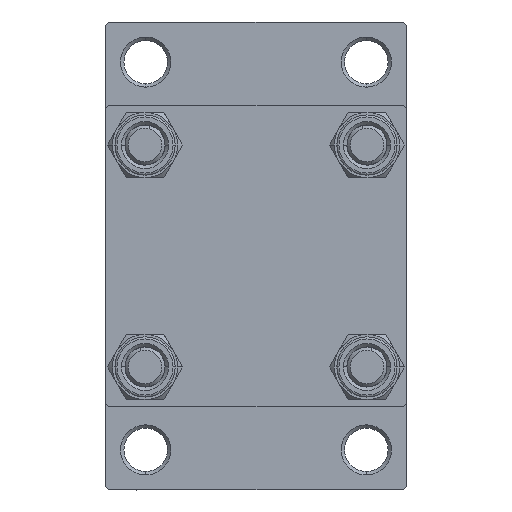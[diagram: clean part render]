
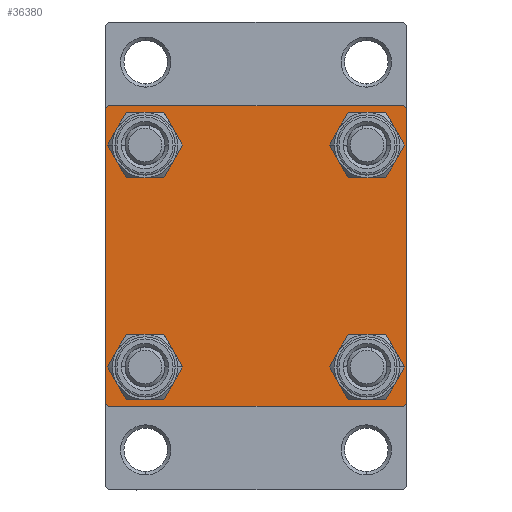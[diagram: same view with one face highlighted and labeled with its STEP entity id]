
A CAD part, left-side view. The second image highlights one B-rep face of the part: STEP entity #36380.
In plain terms, the highlighted planar face has unit normal (-1, 0, 0).
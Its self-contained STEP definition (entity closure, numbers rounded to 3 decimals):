
#37 = ORIENTED_EDGE ( 'NONE', *, *, #12908, .T. ) ;
#214 = VERTEX_POINT ( 'NONE', #43188 ) ;
#823 = CARTESIAN_POINT ( 'NONE',  ( 0., -22.5, 22. ) ) ;
#1075 = DIRECTION ( 'NONE',  ( 0., 0., 1. ) ) ;
#1373 = LINE ( 'NONE', #27102, #44355 ) ;
#1536 = CARTESIAN_POINT ( 'NONE',  ( 0., 22.5, 22.5 ) ) ;
#1588 = ORIENTED_EDGE ( 'NONE', *, *, #27707, .T. ) ;
#1760 = EDGE_CURVE ( 'NONE', #16857, #3759, #42050, .T. ) ;
#1845 = CARTESIAN_POINT ( 'NONE',  ( 0., 16.6, -16.6 ) ) ;
#2150 = EDGE_LOOP ( 'NONE', ( #6258, #37 ) ) ;
#2443 = ORIENTED_EDGE ( 'NONE', *, *, #46855, .F. ) ;
#2761 = LINE ( 'NONE', #43396, #28018 ) ;
#2879 = DIRECTION ( 'NONE',  ( 0., -0.707, -0.707 ) ) ;
#3326 = VERTEX_POINT ( 'NONE', #23868 ) ;
#3759 = VERTEX_POINT ( 'NONE', #38835 ) ;
#3830 = VERTEX_POINT ( 'NONE', #20553 ) ;
#4003 = DIRECTION ( 'NONE',  ( 1., 0., 0. ) ) ;
#4248 = CARTESIAN_POINT ( 'NONE',  ( 0., -22.25, -22.25 ) ) ;
#4262 = ORIENTED_EDGE ( 'NONE', *, *, #1760, .T. ) ;
#4629 = DIRECTION ( 'NONE',  ( 0., 0., 1. ) ) ;
#4858 = EDGE_CURVE ( 'NONE', #28641, #3830, #2761, .T. ) ;
#5094 = CARTESIAN_POINT ( 'NONE',  ( 0., -16.6, 16.6 ) ) ;
#5234 = ORIENTED_EDGE ( 'NONE', *, *, #42063, .T. ) ;
#5713 = DIRECTION ( 'NONE',  ( 1., 0., 0. ) ) ;
#6195 = DIRECTION ( 'NONE',  ( 0., 0., 1. ) ) ;
#6209 = DIRECTION ( 'NONE',  ( 1., 0., 0. ) ) ;
#6258 = ORIENTED_EDGE ( 'NONE', *, *, #15483, .T. ) ;
#6603 = CIRCLE ( 'NONE', #45751, 3.5 ) ;
#7022 = VERTEX_POINT ( 'NONE', #18158 ) ;
#7094 = EDGE_LOOP ( 'NONE', ( #31884, #26469 ) ) ;
#7458 = CARTESIAN_POINT ( 'NONE',  ( 0., 0., 0. ) ) ;
#7700 = FACE_BOUND ( 'NONE', #38947, .T. ) ;
#7932 = FACE_OUTER_BOUND ( 'NONE', #38812, .T. ) ;
#9239 = DIRECTION ( 'NONE',  ( 0., 0., -1. ) ) ;
#9334 = VERTEX_POINT ( 'NONE', #40458 ) ;
#9365 = CARTESIAN_POINT ( 'NONE',  ( 0., 22., -22.5 ) ) ;
#9751 = CARTESIAN_POINT ( 'NONE',  ( 0., -22.25, 22.25 ) ) ;
#9785 = AXIS2_PLACEMENT_3D ( 'NONE', #19359, #4003, #1075 ) ;
#9809 = DIRECTION ( 'NONE',  ( 0., 0., 1. ) ) ;
#10206 = CARTESIAN_POINT ( 'NONE',  ( 0., 16.6, 16.6 ) ) ;
#10268 = CARTESIAN_POINT ( 'NONE',  ( 0., -16.6, -16.6 ) ) ;
#11151 = EDGE_CURVE ( 'NONE', #3830, #3326, #37848, .T. ) ;
#11319 = DIRECTION ( 'NONE',  ( 0., -1., 0. ) ) ;
#12785 = CARTESIAN_POINT ( 'NONE',  ( 0., 22., 22.5 ) ) ;
#12908 = EDGE_CURVE ( 'NONE', #32510, #7022, #46584, .T. ) ;
#13173 = CARTESIAN_POINT ( 'NONE',  ( 0., -16.6, -16.6 ) ) ;
#13845 = ORIENTED_EDGE ( 'NONE', *, *, #17781, .T. ) ;
#14271 = ORIENTED_EDGE ( 'NONE', *, *, #37281, .T. ) ;
#14317 = VECTOR ( 'NONE', #11319, 1000. ) ;
#14739 = EDGE_CURVE ( 'NONE', #28641, #33635, #1373, .T. ) ;
#14949 = DIRECTION ( 'NONE',  ( 0., 0., -1. ) ) ;
#15483 = EDGE_CURVE ( 'NONE', #7022, #32510, #45088, .T. ) ;
#15588 = EDGE_CURVE ( 'NONE', #214, #9334, #31311, .T. ) ;
#16857 = VERTEX_POINT ( 'NONE', #45747 ) ;
#16958 = DIRECTION ( 'NONE',  ( 0., 0.707, -0.707 ) ) ;
#17140 = DIRECTION ( 'NONE',  ( 1., 0., 0. ) ) ;
#17781 = EDGE_CURVE ( 'NONE', #9334, #214, #42118, .T. ) ;
#18158 = CARTESIAN_POINT ( 'NONE',  ( 0., 16.6, -13.1 ) ) ;
#18304 = VECTOR ( 'NONE', #43693, 1000. ) ;
#19059 = VECTOR ( 'NONE', #14949, 1000. ) ;
#19196 = VERTEX_POINT ( 'NONE', #46663 ) ;
#19359 = CARTESIAN_POINT ( 'NONE',  ( 0., -16.6, 16.6 ) ) ;
#19588 = CARTESIAN_POINT ( 'NONE',  ( 0., -16.6, -13.1 ) ) ;
#19653 = DIRECTION ( 'NONE',  ( 0., 0., 1. ) ) ;
#19701 = CARTESIAN_POINT ( 'NONE',  ( 0., 16.6, -20.1 ) ) ;
#20167 = EDGE_CURVE ( 'NONE', #39683, #46611, #29035, .T. ) ;
#20553 = CARTESIAN_POINT ( 'NONE',  ( 0., 22.5, 22. ) ) ;
#20677 = LINE ( 'NONE', #35358, #42535 ) ;
#21012 = DIRECTION ( 'NONE',  ( 0., 0., 1. ) ) ;
#21748 = LINE ( 'NONE', #9751, #26971 ) ;
#21886 = LINE ( 'NONE', #29841, #14317 ) ;
#22220 = VERTEX_POINT ( 'NONE', #823 ) ;
#22579 = DIRECTION ( 'NONE',  ( -1., 0., 0. ) ) ;
#23122 = DIRECTION ( 'NONE',  ( 1., 0., 0. ) ) ;
#23243 = ORIENTED_EDGE ( 'NONE', *, *, #14739, .F. ) ;
#23868 = CARTESIAN_POINT ( 'NONE',  ( 0., 22.5, -22. ) ) ;
#24576 = ORIENTED_EDGE ( 'NONE', *, *, #11151, .T. ) ;
#24933 = DIRECTION ( 'NONE',  ( 1., 0., 0. ) ) ;
#26469 = ORIENTED_EDGE ( 'NONE', *, *, #47323, .T. ) ;
#26971 = VECTOR ( 'NONE', #32822, 1000. ) ;
#27102 = CARTESIAN_POINT ( 'NONE',  ( 0., 22.5, 22.5 ) ) ;
#27707 = EDGE_CURVE ( 'NONE', #22220, #33635, #21748, .T. ) ;
#28018 = VECTOR ( 'NONE', #16958, 1000. ) ;
#28543 = DIRECTION ( 'NONE',  ( 1., 0., 0. ) ) ;
#28641 = VERTEX_POINT ( 'NONE', #12785 ) ;
#28772 = VERTEX_POINT ( 'NONE', #9365 ) ;
#29035 = LINE ( 'NONE', #4248, #18304 ) ;
#29396 = CARTESIAN_POINT ( 'NONE',  ( 0., -22.5, 22.5 ) ) ;
#29581 = DIRECTION ( 'NONE',  ( 0., 0., 1. ) ) ;
#29841 = CARTESIAN_POINT ( 'NONE',  ( 0., 22.5, -22.5 ) ) ;
#29986 = VERTEX_POINT ( 'NONE', #19588 ) ;
#30856 = CARTESIAN_POINT ( 'NONE',  ( 0., -22.5, -22. ) ) ;
#30861 = EDGE_CURVE ( 'NONE', #29986, #19196, #33998, .T. ) ;
#31311 = CIRCLE ( 'NONE', #47417, 3.5 ) ;
#31884 = ORIENTED_EDGE ( 'NONE', *, *, #30861, .T. ) ;
#32510 = VERTEX_POINT ( 'NONE', #19701 ) ;
#32822 = DIRECTION ( 'NONE',  ( 0., 0.707, 0.707 ) ) ;
#33612 = AXIS2_PLACEMENT_3D ( 'NONE', #1845, #5713, #19653 ) ;
#33635 = VERTEX_POINT ( 'NONE', #33672 ) ;
#33672 = CARTESIAN_POINT ( 'NONE',  ( 0., -22., 22.5 ) ) ;
#33998 = CIRCLE ( 'NONE', #45489, 3.5 ) ;
#34743 = DIRECTION ( 'NONE',  ( 1., 0., 0. ) ) ;
#35358 = CARTESIAN_POINT ( 'NONE',  ( 0., 22.25, -22.25 ) ) ;
#35520 = ORIENTED_EDGE ( 'NONE', *, *, #4858, .T. ) ;
#36355 = EDGE_LOOP ( 'NONE', ( #13845, #41989 ) ) ;
#36380 = ADVANCED_FACE ( 'NONE', ( #7700, #41102, #40391, #40869, #7932 ), #47381, .T. ) ;
#37281 = EDGE_CURVE ( 'NONE', #3326, #28772, #20677, .T. ) ;
#37848 = LINE ( 'NONE', #1536, #39611 ) ;
#38378 = CARTESIAN_POINT ( 'NONE',  ( 0., -22., -22.5 ) ) ;
#38812 = EDGE_LOOP ( 'NONE', ( #24576, #14271, #42477, #41891, #2443, #1588, #23243, #35520 ) ) ;
#38835 = CARTESIAN_POINT ( 'NONE',  ( 0., -16.6, 20.1 ) ) ;
#38947 = EDGE_LOOP ( 'NONE', ( #5234, #4262 ) ) ;
#39599 = DIRECTION ( 'NONE',  ( 0., 0., 1. ) ) ;
#39611 = VECTOR ( 'NONE', #9239, 1000. ) ;
#39683 = VERTEX_POINT ( 'NONE', #38378 ) ;
#40391 = FACE_BOUND ( 'NONE', #2150, .T. ) ;
#40458 = CARTESIAN_POINT ( 'NONE',  ( 0., 16.6, 20.1 ) ) ;
#40869 = FACE_BOUND ( 'NONE', #36355, .T. ) ;
#41102 = FACE_BOUND ( 'NONE', #7094, .T. ) ;
#41766 = DIRECTION ( 'NONE',  ( 0., -1., 0. ) ) ;
#41891 = ORIENTED_EDGE ( 'NONE', *, *, #20167, .T. ) ;
#41989 = ORIENTED_EDGE ( 'NONE', *, *, #15588, .T. ) ;
#42050 = CIRCLE ( 'NONE', #9785, 3.5 ) ;
#42063 = EDGE_CURVE ( 'NONE', #3759, #16857, #6603, .T. ) ;
#42089 = AXIS2_PLACEMENT_3D ( 'NONE', #13173, #6209, #9809 ) ;
#42118 = CIRCLE ( 'NONE', #45960, 3.5 ) ;
#42477 = ORIENTED_EDGE ( 'NONE', *, *, #44512, .T. ) ;
#42535 = VECTOR ( 'NONE', #2879, 1000. ) ;
#43110 = DIRECTION ( 'NONE',  ( 0., 0., 1. ) ) ;
#43188 = CARTESIAN_POINT ( 'NONE',  ( 0., 16.6, 13.1 ) ) ;
#43396 = CARTESIAN_POINT ( 'NONE',  ( 0., 22.25, 22.25 ) ) ;
#43636 = CIRCLE ( 'NONE', #42089, 3.5 ) ;
#43693 = DIRECTION ( 'NONE',  ( 0., -0.707, 0.707 ) ) ;
#44355 = VECTOR ( 'NONE', #41766, 1000. ) ;
#44512 = EDGE_CURVE ( 'NONE', #28772, #39683, #21886, .T. ) ;
#44796 = AXIS2_PLACEMENT_3D ( 'NONE', #7458, #22579, #29581 ) ;
#45088 = CIRCLE ( 'NONE', #33612, 3.5 ) ;
#45489 = AXIS2_PLACEMENT_3D ( 'NONE', #10268, #24933, #39599 ) ;
#45747 = CARTESIAN_POINT ( 'NONE',  ( 0., -16.6, 13.1 ) ) ;
#45751 = AXIS2_PLACEMENT_3D ( 'NONE', #5094, #23122, #4629 ) ;
#45819 = AXIS2_PLACEMENT_3D ( 'NONE', #46738, #17140, #43110 ) ;
#45960 = AXIS2_PLACEMENT_3D ( 'NONE', #10206, #34743, #21012 ) ;
#46584 = CIRCLE ( 'NONE', #45819, 3.5 ) ;
#46611 = VERTEX_POINT ( 'NONE', #30856 ) ;
#46663 = CARTESIAN_POINT ( 'NONE',  ( 0., -16.6, -20.1 ) ) ;
#46738 = CARTESIAN_POINT ( 'NONE',  ( 0., 16.6, -16.6 ) ) ;
#46855 = EDGE_CURVE ( 'NONE', #22220, #46611, #46951, .T. ) ;
#46951 = LINE ( 'NONE', #29396, #19059 ) ;
#47057 = CARTESIAN_POINT ( 'NONE',  ( 0., 16.6, 16.6 ) ) ;
#47323 = EDGE_CURVE ( 'NONE', #19196, #29986, #43636, .T. ) ;
#47381 = PLANE ( 'NONE',  #44796 ) ;
#47417 = AXIS2_PLACEMENT_3D ( 'NONE', #47057, #28543, #6195 ) ;
